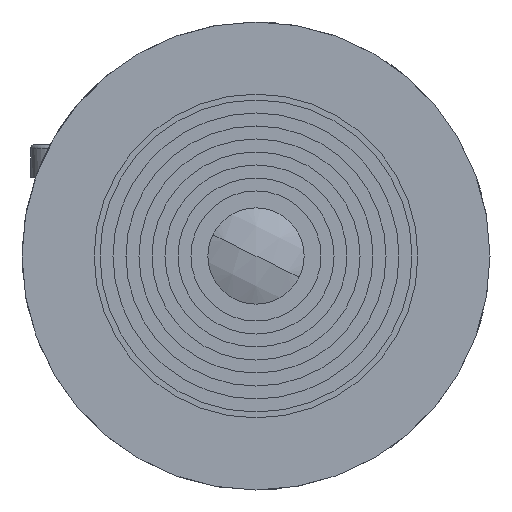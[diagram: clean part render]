
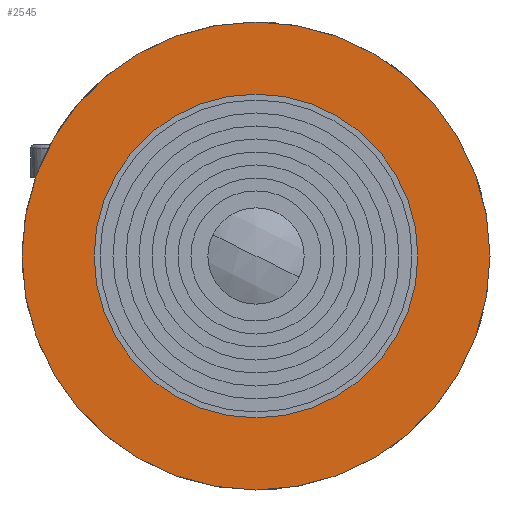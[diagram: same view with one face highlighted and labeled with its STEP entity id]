
A CAD part, left-side view. The second image highlights one B-rep face of the part: STEP entity #2545.
In plain terms, the highlighted planar face has unit normal (-1, 0, 0).
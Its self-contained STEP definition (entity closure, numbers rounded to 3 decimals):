
#11 = AXIS2_PLACEMENT_3D ( 'NONE', #2117, #2893, #4289 ) ;
#49 = AXIS2_PLACEMENT_3D ( 'NONE', #3303, #4828, #3535 ) ;
#103 = DIRECTION ( 'NONE',  ( 0., 0., 1. ) ) ;
#144 = CARTESIAN_POINT ( 'NONE',  ( 0., 0., 12.45 ) ) ;
#312 = VERTEX_POINT ( 'NONE', #144 ) ;
#430 = CARTESIAN_POINT ( 'NONE',  ( 0., 0., 0. ) ) ;
#818 = DIRECTION ( 'NONE',  ( 0., 0., 1. ) ) ;
#1087 = EDGE_CURVE ( 'NONE', #4804, #1961, #2775, .T. ) ;
#1125 = EDGE_CURVE ( 'NONE', #5208, #312, #3628, .T. ) ;
#1309 = FACE_OUTER_BOUND ( 'NONE', #4278, .T. ) ;
#1315 = EDGE_CURVE ( 'NONE', #312, #5208, #1467, .T. ) ;
#1413 = CARTESIAN_POINT ( 'NONE',  ( 0., 0., -18. ) ) ;
#1467 = CIRCLE ( 'NONE', #4358, 12.45 ) ;
#1562 = CARTESIAN_POINT ( 'NONE',  ( 0., 0., -12.45 ) ) ;
#1961 = VERTEX_POINT ( 'NONE', #1413 ) ;
#2117 = CARTESIAN_POINT ( 'NONE',  ( 0., 0., 0. ) ) ;
#2123 = DIRECTION ( 'NONE',  ( 0., 0., -1. ) ) ;
#2545 = ADVANCED_FACE ( 'NONE', ( #4458, #1309 ), #4987, .F. ) ;
#2556 = DIRECTION ( 'NONE',  ( -1., 0., 0. ) ) ;
#2571 = ORIENTED_EDGE ( 'NONE', *, *, #1315, .F. ) ;
#2629 = CIRCLE ( 'NONE', #3328, 18. ) ;
#2775 = CIRCLE ( 'NONE', #49, 18. ) ;
#2893 = DIRECTION ( 'NONE',  ( -1., 0., 0. ) ) ;
#3102 = ORIENTED_EDGE ( 'NONE', *, *, #5313, .T. ) ;
#3184 = ORIENTED_EDGE ( 'NONE', *, *, #1125, .F. ) ;
#3289 = DIRECTION ( 'NONE',  ( -1., 0., 0. ) ) ;
#3303 = CARTESIAN_POINT ( 'NONE',  ( 0., 0., 0. ) ) ;
#3328 = AXIS2_PLACEMENT_3D ( 'NONE', #430, #3289, #818 ) ;
#3535 = DIRECTION ( 'NONE',  ( 0., 0., 1. ) ) ;
#3628 = CIRCLE ( 'NONE', #11, 12.45 ) ;
#3657 = EDGE_LOOP ( 'NONE', ( #2571, #3184 ) ) ;
#4158 = CARTESIAN_POINT ( 'NONE',  ( 0., 0., 18. ) ) ;
#4175 = CARTESIAN_POINT ( 'NONE',  ( 0., 18., 0. ) ) ;
#4278 = EDGE_LOOP ( 'NONE', ( #5132, #3102 ) ) ;
#4289 = DIRECTION ( 'NONE',  ( 0., 0., 1. ) ) ;
#4358 = AXIS2_PLACEMENT_3D ( 'NONE', #5015, #2556, #103 ) ;
#4382 = AXIS2_PLACEMENT_3D ( 'NONE', #4175, #4588, #2123 ) ;
#4458 = FACE_BOUND ( 'NONE', #3657, .T. ) ;
#4588 = DIRECTION ( 'NONE',  ( 1., 0., 0. ) ) ;
#4804 = VERTEX_POINT ( 'NONE', #4158 ) ;
#4828 = DIRECTION ( 'NONE',  ( -1., 0., 0. ) ) ;
#4987 = PLANE ( 'NONE',  #4382 ) ;
#5015 = CARTESIAN_POINT ( 'NONE',  ( 0., 0., 0. ) ) ;
#5132 = ORIENTED_EDGE ( 'NONE', *, *, #1087, .T. ) ;
#5208 = VERTEX_POINT ( 'NONE', #1562 ) ;
#5313 = EDGE_CURVE ( 'NONE', #1961, #4804, #2629, .T. ) ;
